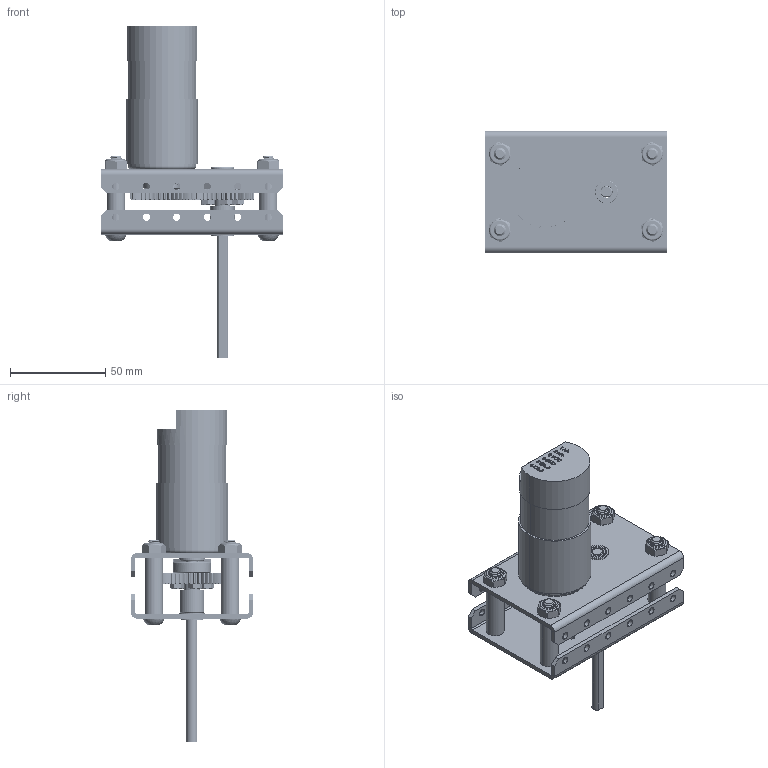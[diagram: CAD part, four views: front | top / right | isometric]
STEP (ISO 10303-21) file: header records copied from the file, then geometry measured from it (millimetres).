
FILE_DESCRIPTION (( 'STEP AP214' ), '1' );
FILE_NAME ('am-3449 PicoBox Turbo REV2.STEP', '2018-06-18T14:21:26', ( '' ), ( '' ), 'SwSTEP 2.0', 'SolidWorks 2017', '' );
FILE_SCHEMA (( 'AUTOMOTIVE_DESIGN' ));
Length unit declared in the file: inch
Products named in the file (16): PicoBox Turbo Plate; 40T 32DP 20PA With 6mm Bore Nub Gear; am-3443 6mmD Single Boss Nub; 6mm x 12mm Flanged -Mcm 7804K142_7804K142; MAS13-6-12 spacer; 6mm D-Shaft 100mm; 10-32 x 0.25 Set Screw Cup Point; 6-32 x 0500 HHCS_93075A148; 40t gear assembly; dv-9735 40T 32DP 20PA With 0125in Bore Pinion Gear; 14-20 NyLock thin - Mcm 90566A029_90566A029; ENCL20-6MM-A; PicoBox Spacer; am-3104 NeveRest Motor; am-3449 PicoBox Turbo REV2; 14-20 x 1.625 BHCS_92949A837
Assembly tree (29 placements, depth 3):
  am-3449 PicoBox Turbo REV2
    PicoBox Turbo Plate  x2
    PicoBox Spacer  x4
    14-20 x 1.625 BHCS_92949A837  x4
    14-20 NyLock thin - Mcm 90566A029_90566A029  x4
    6mm x 12mm Flanged -Mcm 7804K142_7804K142  x2
    6mm D-Shaft 100mm
    am-3104 NeveRest Motor
    40t gear assembly
      dv-9735 40T 32DP 20PA With 0125in Bore Pinion Gear
      ENCL20-6MM-A
    10-32 x 0.25 Set Screw Cup Point
    6-32 x 0500 HHCS_93075A148  x4
    40T 32DP 20PA With 6mm Bore Nub Gear
    MAS13-6-12 spacer
    am-3443 6mmD Single Boss Nub
Bounding box: 96 x 64 x 174.28 mm (x, y, z)
Volume: 141137.5 mm3; surface area: 74291 mm2
Topology: 66 solids, 66 shells, 2269 faces, 6016 edges, 3889 vertices
Faces by surface type: cylinder 1095, cone 459, plane 455, bspline 162, sphere 56, torus 42
Entity records: 72193 total; most frequent: CARTESIAN_POINT 31465, ORIENTED_EDGE 7746, DIRECTION 6934, EDGE_CURVE 3873, AXIS2_PLACEMENT_3D 2717, VERTEX_POINT 2543, EDGE_LOOP 1562, LINE 1500
